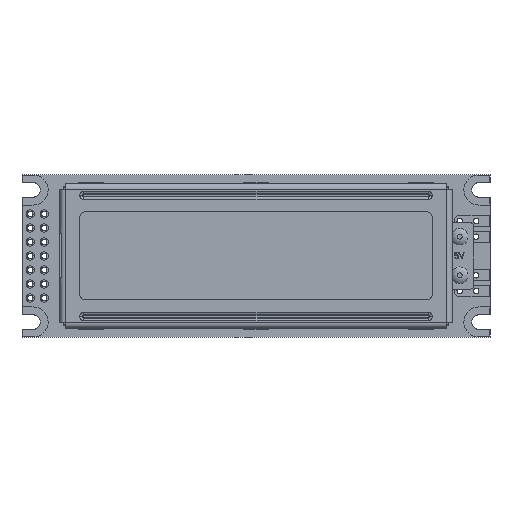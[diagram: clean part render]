
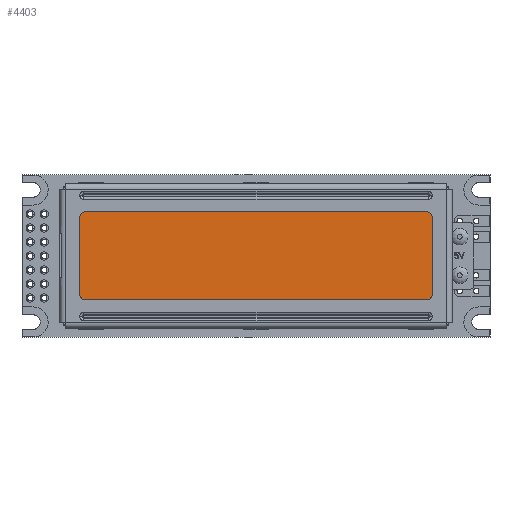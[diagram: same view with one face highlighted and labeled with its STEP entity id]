
A CAD part, top view. The second image highlights one B-rep face of the part: STEP entity #4403.
In plain terms, the highlighted planar face has unit normal (0, 0, 1).
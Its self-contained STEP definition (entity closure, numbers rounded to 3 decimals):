
#650=FACE_OUTER_BOUND('',#6439,.T.);
#1506=LINE('',#22305,#2374);
#1510=LINE('',#22313,#2378);
#1513=LINE('',#22319,#2381);
#1515=LINE('',#22322,#2383);
#2374=VECTOR('',#18061,1.);
#2378=VECTOR('',#18067,1.);
#2381=VECTOR('',#18072,1.);
#2383=VECTOR('',#18076,1.);
#3633=PLANE('',#14376);
#4403=ADVANCED_FACE('',(#650),#3633,.T.);
#6439=EDGE_LOOP('',(#9577,#9578,#9579,#9580));
#9577=ORIENTED_EDGE('',*,*,#12279,.T.);
#9578=ORIENTED_EDGE('',*,*,#12283,.T.);
#9579=ORIENTED_EDGE('',*,*,#12286,.T.);
#9580=ORIENTED_EDGE('',*,*,#12288,.T.);
#10711=VERTEX_POINT('',#22304);
#10712=VERTEX_POINT('',#22306);
#10714=VERTEX_POINT('',#22312);
#10716=VERTEX_POINT('',#22318);
#12279=EDGE_CURVE('',#10712,#10711,#1506,.T.);
#12283=EDGE_CURVE('',#10711,#10714,#1510,.T.);
#12286=EDGE_CURVE('',#10714,#10716,#1513,.T.);
#12288=EDGE_CURVE('',#10716,#10712,#1515,.T.);
#14376=AXIS2_PLACEMENT_3D('',#22324,#18079,#18080);
#18061=DIRECTION('',(0.,-1.,0.));
#18067=DIRECTION('',(1.,0.,0.));
#18072=DIRECTION('',(0.,1.,0.));
#18076=DIRECTION('',(-1.,0.,0.));
#18079=DIRECTION('',(0.,0.,1.));
#18080=DIRECTION('',(1.,0.,0.));
#22304=CARTESIAN_POINT('',(-10.,-34.5,8.85));
#22305=CARTESIAN_POINT('',(-10.,34.5,8.85));
#22306=CARTESIAN_POINT('',(-10.,34.5,8.85));
#22312=CARTESIAN_POINT('',(10.,-34.5,8.85));
#22313=CARTESIAN_POINT('',(-10.,-34.5,8.85));
#22318=CARTESIAN_POINT('',(10.,34.5,8.85));
#22319=CARTESIAN_POINT('',(10.,-34.5,8.85));
#22322=CARTESIAN_POINT('',(10.,34.5,8.85));
#22324=CARTESIAN_POINT('',(0.,0.,8.85));
